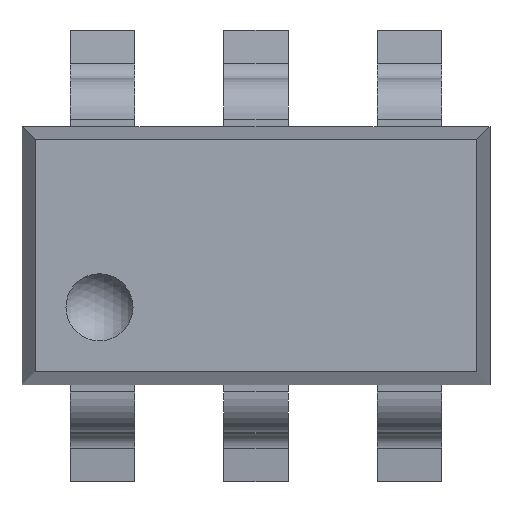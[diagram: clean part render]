
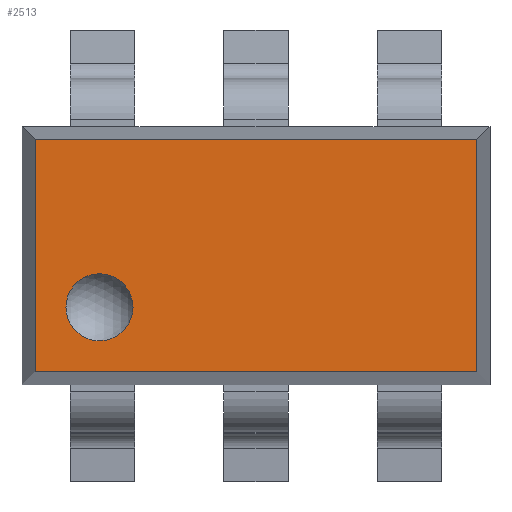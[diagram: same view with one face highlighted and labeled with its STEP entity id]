
A CAD part, top view. The second image highlights one B-rep face of the part: STEP entity #2513.
In plain terms, the highlighted planar face has unit normal (0, 0, 1).
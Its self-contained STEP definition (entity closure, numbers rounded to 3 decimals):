
#73=CIRCLE('',#2668,0.208);
#606=ORIENTED_EDGE('',*,*,#868,.F.);
#607=ORIENTED_EDGE('',*,*,#840,.T.);
#608=ORIENTED_EDGE('',*,*,#834,.T.);
#609=ORIENTED_EDGE('',*,*,#836,.T.);
#610=ORIENTED_EDGE('',*,*,#845,.T.);
#834=EDGE_CURVE('',#1013,#1016,#1204,.T.);
#836=EDGE_CURVE('',#1016,#1018,#1206,.T.);
#840=EDGE_CURVE('',#1019,#1013,#1210,.T.);
#845=EDGE_CURVE('',#1018,#1019,#1215,.T.);
#868=EDGE_CURVE('',#1029,#1029,#73,.T.);
#1013=VERTEX_POINT('',#3620);
#1016=VERTEX_POINT('',#3628);
#1018=VERTEX_POINT('',#3633);
#1019=VERTEX_POINT('',#3638);
#1029=VERTEX_POINT('',#3695);
#1204=LINE('',#3629,#1412);
#1206=LINE('',#3634,#1414);
#1210=LINE('',#3641,#1418);
#1215=LINE('',#3647,#1423);
#1412=VECTOR('',#3101,1000.);
#1414=VECTOR('',#3105,1000.);
#1418=VECTOR('',#3111,1000.);
#1423=VECTOR('',#3118,1000.);
#1543=EDGE_LOOP('',(#606));
#1544=EDGE_LOOP('',(#607,#608,#609,#610));
#1643=FACE_BOUND('',#1543,.T.);
#1644=FACE_BOUND('',#1544,.T.);
#1719=PLANE('',#2667);
#2513=ADVANCED_FACE('',(#1643,#1644),#1719,.F.);
#2667=AXIS2_PLACEMENT_3D('',#3693,#3171,#3172);
#2668=AXIS2_PLACEMENT_3D('',#3694,#3173,#3174);
#3101=DIRECTION('',(-1.,0.,0.));
#3105=DIRECTION('',(0.,-1.,0.));
#3111=DIRECTION('',(0.,1.,0.));
#3118=DIRECTION('',(1.,0.,0.));
#3171=DIRECTION('',(0.,0.,-1.));
#3172=DIRECTION('',(-1.,0.,0.));
#3173=DIRECTION('',(0.,0.,1.));
#3174=DIRECTION('',(-1.,0.,0.));
#3620=CARTESIAN_POINT('',(1.369,0.719,1.45));
#3628=CARTESIAN_POINT('',(-1.369,0.719,1.45));
#3629=CARTESIAN_POINT('',(1.45,0.719,1.45));
#3633=CARTESIAN_POINT('',(-1.369,-0.719,1.45));
#3634=CARTESIAN_POINT('',(-1.369,0.8,1.45));
#3638=CARTESIAN_POINT('',(1.369,-0.719,1.45));
#3641=CARTESIAN_POINT('',(1.369,0.8,1.45));
#3647=CARTESIAN_POINT('',(1.45,-0.719,1.45));
#3693=CARTESIAN_POINT('',(1.45,0.8,1.45));
#3694=CARTESIAN_POINT('',(-0.97,-0.32,1.45));
#3695=CARTESIAN_POINT('',(-1.178,-0.32,1.45));
